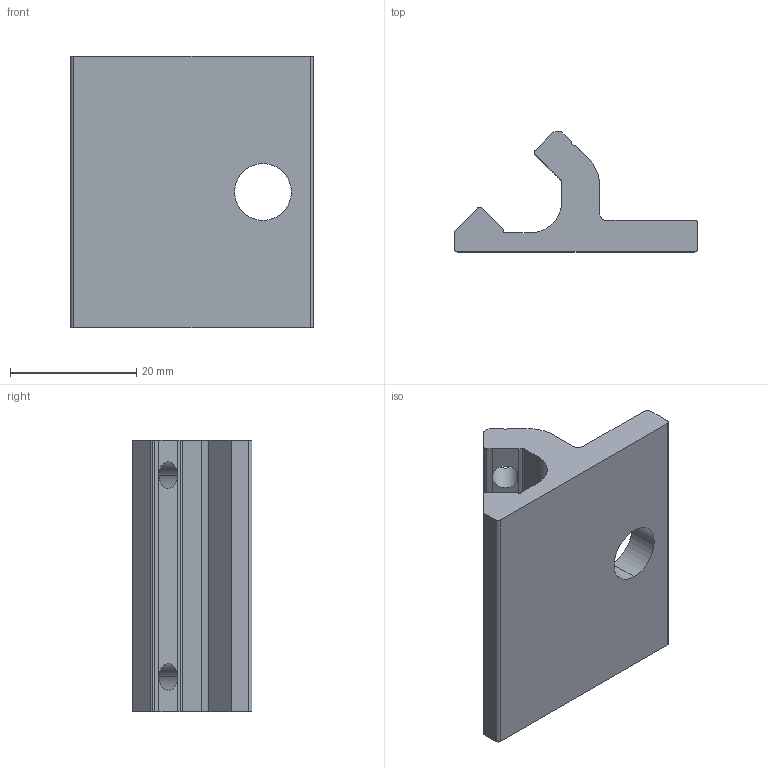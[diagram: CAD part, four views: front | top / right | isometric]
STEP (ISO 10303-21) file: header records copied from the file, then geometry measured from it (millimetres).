
FILE_DESCRIPTION (( 'STEP AP214' ), '1' );
FILE_NAME ('50 OB-CM.STEP', '2010-08-10T15:09:02', ( '' ), ( '' ), 'SwSTEP 2.0', 'SolidWorks 2010', '' );
FILE_SCHEMA (( 'AUTOMOTIVE_DESIGN' ));
Length unit declared in the file: millimetre
Products named in the file (1): 50  OB-CM
Bounding box: 38.5 x 19 x 43 mm (x, y, z)
Volume: 10986.8 mm3; surface area: 5622.4 mm2
Topology: 1 solids, 1 shells, 48 faces, 150 edges, 100 vertices
Faces by surface type: plane 28, cylinder 20
Entity records: 1768 total; most frequent: CARTESIAN_POINT 371, ORIENTED_EDGE 300, DIRECTION 260, EDGE_CURVE 150, VERTEX_POINT 100, LINE 90, VECTOR 90, AXIS2_PLACEMENT_3D 85
